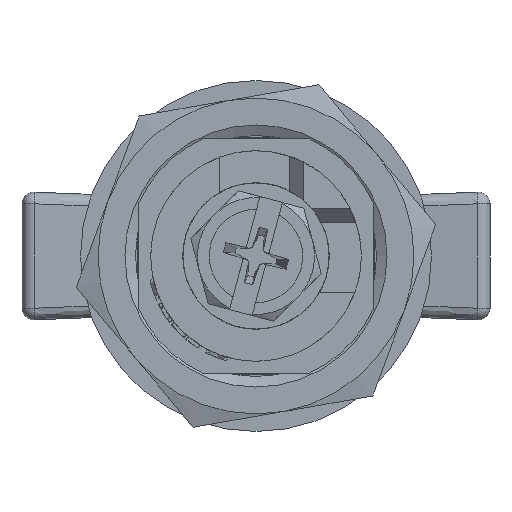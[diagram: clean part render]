
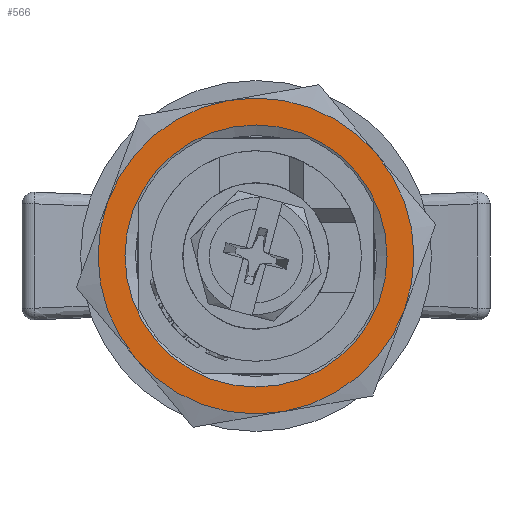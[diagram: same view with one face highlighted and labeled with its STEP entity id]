
A CAD part, front view. The second image highlights one B-rep face of the part: STEP entity #566.
In plain terms, the highlighted planar face has unit normal (0, -1, 0).
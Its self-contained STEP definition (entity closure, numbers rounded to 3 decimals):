
#566=ADVANCED_FACE('',(#1240,#1241),#1242,.F.);
#1240=FACE_BOUND('',#3761,.T.);
#1241=FACE_OUTER_BOUND('',#3762,.T.);
#1242=PLANE('',#3763);
#3761=EDGE_LOOP('',(#6367));
#3762=EDGE_LOOP('',(#6368,#6369,#6370,#6371,#6372,#6373));
#3763=AXIS2_PLACEMENT_3D('',#6374,#6375,#6376);
#6367=ORIENTED_EDGE('',*,*,#7362,.T.);
#6368=ORIENTED_EDGE('',*,*,#7363,.F.);
#6369=ORIENTED_EDGE('',*,*,#7364,.F.);
#6370=ORIENTED_EDGE('',*,*,#7365,.F.);
#6371=ORIENTED_EDGE('',*,*,#7366,.F.);
#6372=ORIENTED_EDGE('',*,*,#7330,.F.);
#6373=ORIENTED_EDGE('',*,*,#7367,.F.);
#6374=CARTESIAN_POINT('',(9.989,-6.3,-11.968));
#6375=DIRECTION('',(0.,1.0,0.));
#6376=DIRECTION('',(0.939,0.,-0.344));
#7330=EDGE_CURVE('',#8637,#8634,#8639,.T.);
#7362=EDGE_CURVE('',#8698,#8698,#8699,.T.);
#7363=EDGE_CURVE('',#8700,#8645,#8701,.T.);
#7364=EDGE_CURVE('',#8702,#8700,#8703,.T.);
#7365=EDGE_CURVE('',#8704,#8702,#8705,.T.);
#7366=EDGE_CURVE('',#8634,#8704,#8706,.T.);
#7367=EDGE_CURVE('',#8645,#8637,#8707,.T.);
#8634=VERTEX_POINT('',#12405);
#8637=VERTEX_POINT('',#12413);
#8639=CIRCLE('',#12420,13.5);
#8645=VERTEX_POINT('',#12432);
#8698=VERTEX_POINT('',#12519);
#8699=CIRCLE('',#12520,11.2);
#8700=VERTEX_POINT('',#12521);
#8701=CIRCLE('',#12522,13.5);
#8702=VERTEX_POINT('',#12523);
#8703=CIRCLE('',#12524,13.5);
#8704=VERTEX_POINT('',#12525);
#8705=CIRCLE('',#12526,13.5);
#8706=CIRCLE('',#12527,13.5);
#8707=CIRCLE('',#12528,13.5);
#12405=CARTESIAN_POINT('',(-12.674,-6.3,4.65));
#12413=CARTESIAN_POINT('',(-10.364,-6.3,-8.651));
#12420=AXIS2_PLACEMENT_3D('',#13781,#13782,#13783);
#12432=CARTESIAN_POINT('',(2.309,-6.3,-13.301));
#12519=CARTESIAN_POINT('',(10.514,-6.3,-3.858));
#12520=AXIS2_PLACEMENT_3D('',#13825,#13826,#13827);
#12521=CARTESIAN_POINT('',(12.674,-6.3,-4.65));
#12522=AXIS2_PLACEMENT_3D('',#13828,#13829,#13830);
#12523=CARTESIAN_POINT('',(10.364,-6.3,8.651));
#12524=AXIS2_PLACEMENT_3D('',#13831,#13832,#13833);
#12525=CARTESIAN_POINT('',(-2.309,-6.3,13.301));
#12526=AXIS2_PLACEMENT_3D('',#13834,#13835,#13836);
#12527=AXIS2_PLACEMENT_3D('',#13837,#13838,#13839);
#12528=AXIS2_PLACEMENT_3D('',#13840,#13841,#13842);
#13781=CARTESIAN_POINT('',(0.,-6.3,0.));
#13782=DIRECTION('',(0.,1.0,0.));
#13783=DIRECTION('',(0.939,0.,-0.344));
#13825=CARTESIAN_POINT('',(0.,-6.3,0.));
#13826=DIRECTION('',(0.,1.0,0.));
#13827=DIRECTION('',(0.939,0.,-0.344));
#13828=CARTESIAN_POINT('',(0.,-6.3,0.));
#13829=DIRECTION('',(0.,1.0,0.));
#13830=DIRECTION('',(0.939,0.,-0.344));
#13831=CARTESIAN_POINT('',(0.,-6.3,0.));
#13832=DIRECTION('',(0.,1.0,0.));
#13833=DIRECTION('',(0.939,0.,-0.344));
#13834=CARTESIAN_POINT('',(0.,-6.3,0.));
#13835=DIRECTION('',(0.,1.0,0.));
#13836=DIRECTION('',(0.939,0.,-0.344));
#13837=CARTESIAN_POINT('',(0.,-6.3,0.));
#13838=DIRECTION('',(0.,1.0,0.));
#13839=DIRECTION('',(0.939,0.,-0.344));
#13840=CARTESIAN_POINT('',(0.,-6.3,0.));
#13841=DIRECTION('',(0.,1.0,0.));
#13842=DIRECTION('',(0.939,0.,-0.344));
